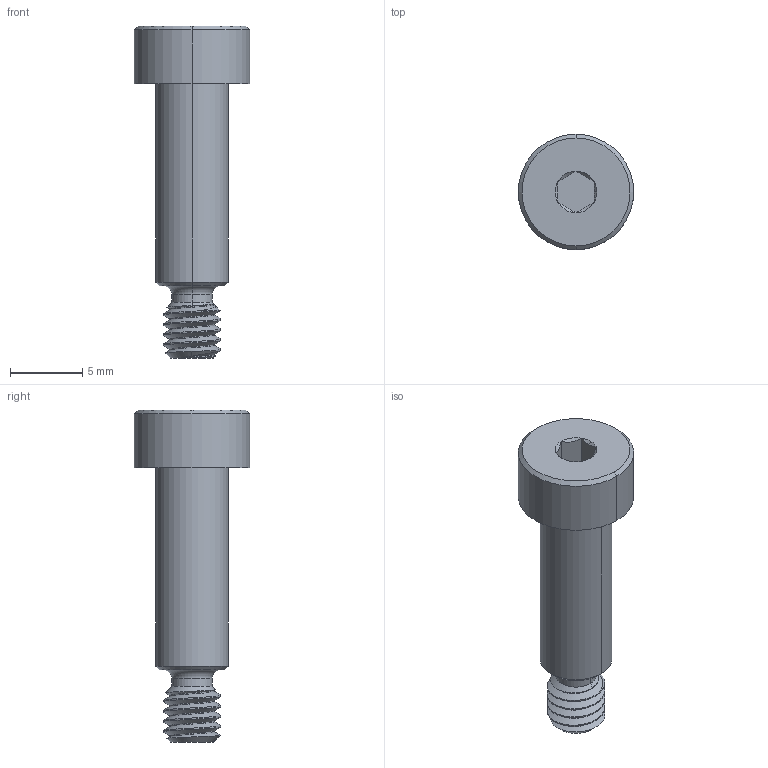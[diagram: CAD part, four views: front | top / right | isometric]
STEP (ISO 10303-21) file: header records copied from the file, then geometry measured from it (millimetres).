
FILE_DESCRIPTION (( 'STEP AP203' ), '1' );
FILE_NAME ('90278A372_18-8 STAINLESS STEEL PRECISION SHOULDER SCREW_90278A372_sldprt.STEP', '2019-04-05T22:48:39', ( '' ), ( '' ), 'SwSTEP 2.0', 'SolidWorks 2018', '' );
FILE_SCHEMA (( 'CONFIG_CONTROL_DESIGN' ));
Length unit declared in the file: millimetre
Products named in the file (1): 90278A372_18-8 STAINLESS STEEL PRECISION SHOULDER SCREW_90278A372_sldprt
Bounding box: 8 x 8 x 23 mm (x, y, z)
Volume: 508.4 mm3; surface area: 511.8 mm2
Topology: 1 solids, 1 shells, 47 faces, 106 edges, 64 vertices
Faces by surface type: cone 16, cylinder 15, plane 11, bspline 3, torus 2
Entity records: 2274 total; most frequent: CARTESIAN_POINT 1234, ORIENTED_EDGE 212, DIRECTION 188, EDGE_CURVE 106, AXIS2_PLACEMENT_3D 76, VERTEX_POINT 64, EDGE_LOOP 50, ADVANCED_FACE 47
